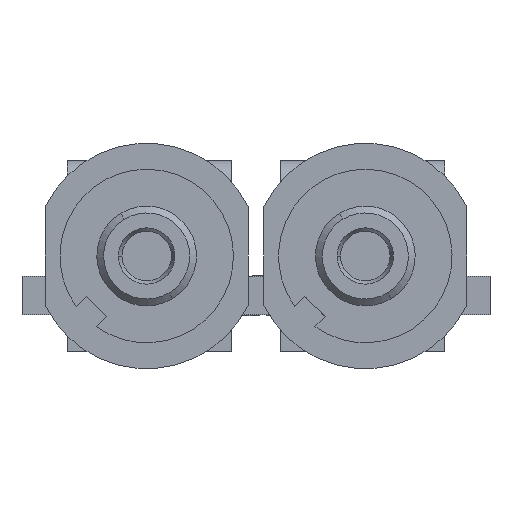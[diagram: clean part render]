
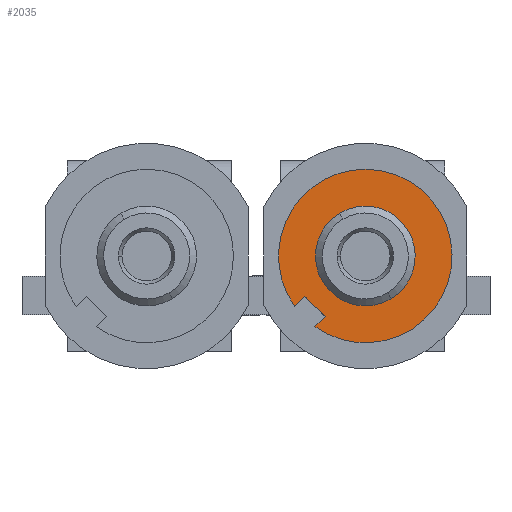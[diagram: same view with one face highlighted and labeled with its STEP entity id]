
A CAD part, left-side view. The second image highlights one B-rep face of the part: STEP entity #2035.
In plain terms, the highlighted planar face has unit normal (-1, 0, 0).
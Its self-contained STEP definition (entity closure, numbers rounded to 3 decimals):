
#1537=CARTESIAN_POINT('',(-31.4,-3.9,5.881));
#1538=VERTEX_POINT('',#1537);
#1545=CARTESIAN_POINT('',(-31.4,-2.5,3.319));
#1546=VERTEX_POINT('',#1545);
#1547=CARTESIAN_POINT('',(-31.4,-3.2,4.6));
#1548=DIRECTION('',(1.0,0.0,0.0));
#1549=DIRECTION('',(0.0,-1.0,0.0));
#1550=AXIS2_PLACEMENT_3D('',#1547,#1548,#1549);
#1551=CIRCLE('',#1550,1.46);
#1552=EDGE_CURVE('',#1546,#1538,#1551,.T.);
#1958=CARTESIAN_POINT('',(-31.4,-1.132,3.125));
#1959=VERTEX_POINT('',#1958);
#1960=CARTESIAN_POINT('',(-31.4,-1.725,2.532));
#1961=VERTEX_POINT('',#1960);
#1962=CARTESIAN_POINT('',(-31.4,-3.2,4.6));
#1963=DIRECTION('',(1.0,0.0,0.0));
#1964=DIRECTION('',(0.0,-1.0,0.0));
#1965=AXIS2_PLACEMENT_3D('',#1962,#1963,#1964);
#1966=CIRCLE('',#1965,2.54);
#1967=EDGE_CURVE('',#1959,#1961,#1966,.T.);
#1995=CARTESIAN_POINT('',(-31.4,-0.407,7.39));
#1996=DIRECTION('',(1.0,0.0,0.0));
#1997=DIRECTION('',(0.0,0.0,1.0));
#1998=AXIS2_PLACEMENT_3D('',#1995,#1996,#1997);
#1999=PLANE('',#1998);
#2000=CARTESIAN_POINT('',(-31.4,-1.431,3.423));
#2001=VERTEX_POINT('',#2000);
#2002=CARTESIAN_POINT('',(-31.4,-1.132,3.125));
#2003=DIRECTION('',(0.0,-0.707,0.707));
#2004=VECTOR('',#2003,0.422);
#2005=LINE('',#2002,#2004);
#2006=EDGE_CURVE('',#2001,#1959,#2005,.F.);
#2007=ORIENTED_EDGE('',*,*,#2006,.F.);
#2008=CARTESIAN_POINT('',(-31.4,-2.023,2.831));
#2009=VERTEX_POINT('',#2008);
#2010=CARTESIAN_POINT('',(-31.4,-1.431,3.423));
#2011=DIRECTION('',(0.0,-0.707,-0.707));
#2012=VECTOR('',#2011,0.838);
#2013=LINE('',#2010,#2012);
#2014=EDGE_CURVE('',#2009,#2001,#2013,.F.);
#2015=ORIENTED_EDGE('',*,*,#2014,.F.);
#2016=CARTESIAN_POINT('',(-31.4,-2.023,2.831));
#2017=DIRECTION('',(0.0,0.707,-0.707));
#2018=VECTOR('',#2017,0.422);
#2019=LINE('',#2016,#2018);
#2020=EDGE_CURVE('',#1961,#2009,#2019,.F.);
#2021=ORIENTED_EDGE('',*,*,#2020,.F.);
#2022=ORIENTED_EDGE('',*,*,#1967,.F.);
#2023=EDGE_LOOP('',(#2007,#2015,#2021,#2022));
#2024=FACE_OUTER_BOUND('',#2023,.T.);
#2025=CARTESIAN_POINT('',(-31.4,-3.2,4.6));
#2026=DIRECTION('',(1.0,0.0,0.0));
#2027=DIRECTION('',(0.0,-1.0,0.0));
#2028=AXIS2_PLACEMENT_3D('',#2025,#2026,#2027);
#2029=CIRCLE('',#2028,1.46);
#2030=EDGE_CURVE('',#1538,#1546,#2029,.T.);
#2031=ORIENTED_EDGE('',*,*,#2030,.T.);
#2032=ORIENTED_EDGE('',*,*,#1552,.T.);
#2033=EDGE_LOOP('',(#2031,#2032));
#2034=FACE_BOUND('',#2033,.T.);
#2035=ADVANCED_FACE('',(#2024,#2034),#1999,.F.);
